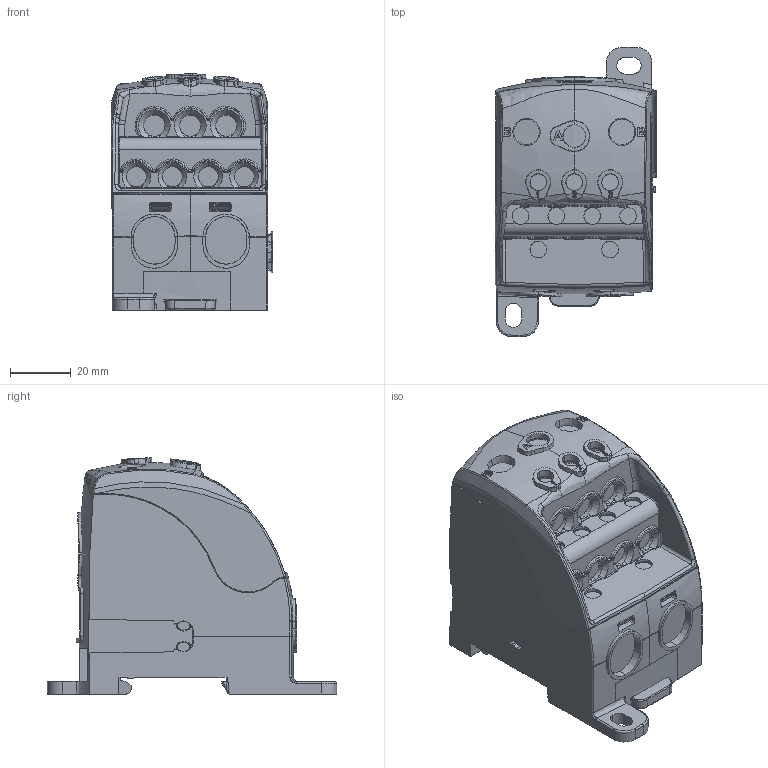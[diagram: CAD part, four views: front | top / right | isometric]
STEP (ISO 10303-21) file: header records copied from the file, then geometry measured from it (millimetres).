
FILE_DESCRIPTION(('CATIA V5 STEP Exchange','CAx-IF Rec.Pracs.--- Model Styling and Organization---1.5--- 2016-08-15','CAx-IF Rec.Pracs.---Supplemental Geometry---1.0---2011-11-01','CAx-IF Rec.Pracs.--- Composite Materials ---1.1---2010-07-15'),'2;1');
FILE_NAME ('1215423-1_1', '2025-09-19T08:49:18+00:00', ('none'), ('Weidmueller'), 'CATIA Version 5-6 Release 2024 SP4', 'CATIA V5 STEP AP214 v3', 'none');
FILE_SCHEMA(('AUTOMOTIVE_DESIGN { 1 0 10303 214 1 1 1 1 }'));
Products named in the file (1): 2725270000
Bounding box: 53.12 x 95 x 77.6 mm (x, y, z)
Volume: 223155.7 mm3; surface area: 52103 mm2
Topology: 2 solids, 2 shells, 2544 faces, 7597 edges, 5031 vertices
Faces by surface type: plane 1331, bspline 722, cylinder 342, cone 139, extrusion 10
Entity records: 135291 total; most frequent: CARTESIAN_POINT 79268, ORIENTED_EDGE 15164, EDGE_CURVE 7582, DIRECTION 6178, VERTEX_POINT 5031, B_SPLINE_CURVE_WITH_KNOTS 4452, VECTOR 2725, LINE 2715
